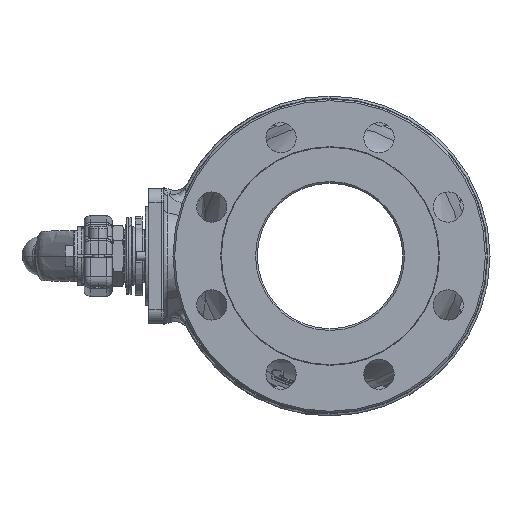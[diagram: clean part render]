
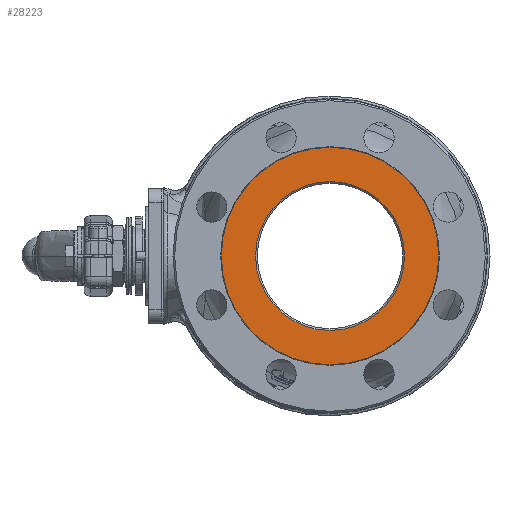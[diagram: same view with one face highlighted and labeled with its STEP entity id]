
A CAD part, left-side view. The second image highlights one B-rep face of the part: STEP entity #28223.
In plain terms, the highlighted planar face has unit normal (-1, 0, 0).
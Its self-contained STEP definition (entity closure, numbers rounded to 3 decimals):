
#502 = ORIENTED_EDGE ( 'NONE', *, *, #9419, .T. ) ;
#1388 = CARTESIAN_POINT ( 'NONE',  ( -120., 0., 0. ) ) ;
#4657 = DIRECTION ( 'NONE',  ( 0., 0., 1. ) ) ;
#6309 = ORIENTED_EDGE ( 'NONE', *, *, #52064, .T. ) ;
#8621 = PLANE ( 'NONE',  #26995 ) ;
#9419 = EDGE_CURVE ( 'NONE', #28585, #14488, #12279, .T. ) ;
#12279 = CIRCLE ( 'NONE', #13137, 93.464 ) ;
#13137 = AXIS2_PLACEMENT_3D ( 'NONE', #1388, #13539, #30147 ) ;
#13433 = CARTESIAN_POINT ( 'NONE',  ( -120., 0., 0. ) ) ;
#13539 = DIRECTION ( 'NONE',  ( -1., 0., 0. ) ) ;
#14488 = VERTEX_POINT ( 'NONE', #17510 ) ;
#17057 = CARTESIAN_POINT ( 'NONE',  ( -120., -93.464, 0. ) ) ;
#17510 = CARTESIAN_POINT ( 'NONE',  ( -120., 0., 93.464 ) ) ;
#17538 = ORIENTED_EDGE ( 'NONE', *, *, #42146, .T. ) ;
#20739 = DIRECTION ( 'NONE',  ( 0., 0., 1. ) ) ;
#20876 = CARTESIAN_POINT ( 'NONE',  ( -120., 0., -93.464 ) ) ;
#22923 = ORIENTED_EDGE ( 'NONE', *, *, #45007, .T. ) ;
#25322 = DIRECTION ( 'NONE',  ( 0., 0., 1. ) ) ;
#25579 = DIRECTION ( 'NONE',  ( 1., 0., 0. ) ) ;
#26946 = DIRECTION ( 'NONE',  ( 0., 0., 1. ) ) ;
#26995 = AXIS2_PLACEMENT_3D ( 'NONE', #17057, #37113, #4657 ) ;
#27423 = CIRCLE ( 'NONE', #48491, 64. ) ;
#28223 = ADVANCED_FACE ( 'NONE', ( #36848, #45534 ), #8621, .T. ) ;
#28585 = VERTEX_POINT ( 'NONE', #20876 ) ;
#30147 = DIRECTION ( 'NONE',  ( 0., 0., 1. ) ) ;
#31234 = VERTEX_POINT ( 'NONE', #47731 ) ;
#35642 = DIRECTION ( 'NONE',  ( 1., 0., 0. ) ) ;
#35779 = DIRECTION ( 'NONE',  ( -1., 0., 0. ) ) ;
#36848 = FACE_BOUND ( 'NONE', #36959, .T. ) ;
#36959 = EDGE_LOOP ( 'NONE', ( #6309, #17538 ) ) ;
#37113 = DIRECTION ( 'NONE',  ( -1., 0., 0. ) ) ;
#39106 = CARTESIAN_POINT ( 'NONE',  ( -120., 0., 0. ) ) ;
#40754 = CIRCLE ( 'NONE', #48322, 93.464 ) ;
#41335 = VERTEX_POINT ( 'NONE', #49195 ) ;
#42146 = EDGE_CURVE ( 'NONE', #41335, #31234, #44196, .T. ) ;
#43949 = CARTESIAN_POINT ( 'NONE',  ( -120., 0., 0. ) ) ;
#44196 = CIRCLE ( 'NONE', #48437, 64. ) ;
#45007 = EDGE_CURVE ( 'NONE', #14488, #28585, #40754, .T. ) ;
#45534 = FACE_OUTER_BOUND ( 'NONE', #47407, .T. ) ;
#47407 = EDGE_LOOP ( 'NONE', ( #502, #22923 ) ) ;
#47731 = CARTESIAN_POINT ( 'NONE',  ( -120., -64., 0. ) ) ;
#48322 = AXIS2_PLACEMENT_3D ( 'NONE', #43949, #35779, #20739 ) ;
#48437 = AXIS2_PLACEMENT_3D ( 'NONE', #13433, #25579, #25322 ) ;
#48491 = AXIS2_PLACEMENT_3D ( 'NONE', #39106, #35642, #26946 ) ;
#49195 = CARTESIAN_POINT ( 'NONE',  ( -120., 64., 0. ) ) ;
#52064 = EDGE_CURVE ( 'NONE', #31234, #41335, #27423, .T. ) ;
